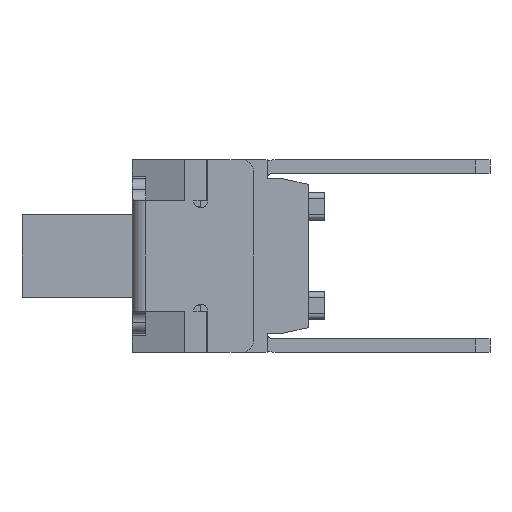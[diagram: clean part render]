
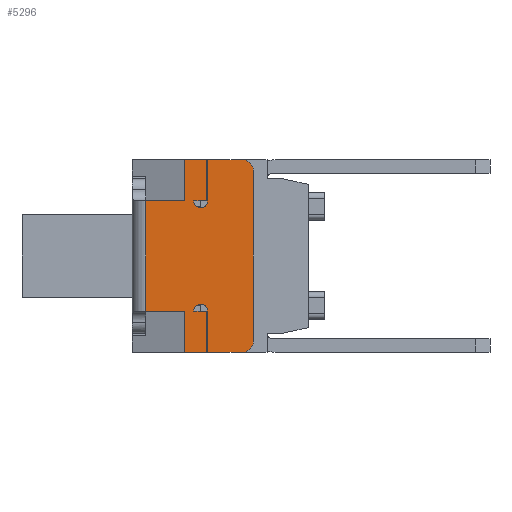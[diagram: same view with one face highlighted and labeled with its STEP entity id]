
A CAD part, left-side view. The second image highlights one B-rep face of the part: STEP entity #5296.
In plain terms, the highlighted planar face has unit normal (-1, 0, 0).
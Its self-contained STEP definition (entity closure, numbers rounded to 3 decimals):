
#218=CIRCLE('',#7334,0.125);
#219=CIRCLE('',#7335,0.2);
#220=CIRCLE('',#7336,0.2);
#221=CIRCLE('',#7337,0.125);
#1372=ORIENTED_EDGE('',*,*,#2489,.T.);
#1373=ORIENTED_EDGE('',*,*,#2138,.F.);
#1374=ORIENTED_EDGE('',*,*,#2397,.F.);
#1375=ORIENTED_EDGE('',*,*,#2275,.F.);
#1376=ORIENTED_EDGE('',*,*,#2162,.F.);
#1377=ORIENTED_EDGE('',*,*,#2324,.F.);
#1378=ORIENTED_EDGE('',*,*,#2490,.T.);
#1379=ORIENTED_EDGE('',*,*,#2491,.F.);
#1380=ORIENTED_EDGE('',*,*,#2273,.F.);
#1381=ORIENTED_EDGE('',*,*,#2492,.F.);
#1382=ORIENTED_EDGE('',*,*,#2493,.F.);
#1383=ORIENTED_EDGE('',*,*,#2494,.F.);
#1384=ORIENTED_EDGE('',*,*,#2264,.F.);
#1385=ORIENTED_EDGE('',*,*,#2495,.F.);
#1386=ORIENTED_EDGE('',*,*,#2496,.T.);
#1387=ORIENTED_EDGE('',*,*,#2327,.F.);
#1388=ORIENTED_EDGE('',*,*,#2157,.F.);
#1389=ORIENTED_EDGE('',*,*,#2261,.F.);
#1390=ORIENTED_EDGE('',*,*,#2396,.F.);
#1391=ORIENTED_EDGE('',*,*,#2130,.T.);
#2130=EDGE_CURVE('',#2853,#2851,#3368,.T.);
#2138=EDGE_CURVE('',#2858,#2856,#3375,.T.);
#2157=EDGE_CURVE('',#2877,#2878,#3391,.T.);
#2162=EDGE_CURVE('',#2881,#2882,#3396,.T.);
#2261=EDGE_CURVE('',#2958,#2877,#3483,.T.);
#2264=EDGE_CURVE('',#2960,#2961,#3486,.T.);
#2273=EDGE_CURVE('',#2962,#2963,#3495,.T.);
#2275=EDGE_CURVE('',#2882,#2964,#3497,.T.);
#2324=EDGE_CURVE('',#2988,#2881,#3537,.T.);
#2327=EDGE_CURVE('',#2878,#2989,#3540,.T.);
#2396=EDGE_CURVE('',#2853,#2958,#3589,.T.);
#2397=EDGE_CURVE('',#2964,#2858,#3590,.T.);
#2489=EDGE_CURVE('',#2851,#2856,#3656,.T.);
#2490=EDGE_CURVE('',#2988,#3076,#218,.T.);
#2491=EDGE_CURVE('',#2963,#3076,#3657,.T.);
#2492=EDGE_CURVE('',#3077,#2962,#219,.T.);
#2493=EDGE_CURVE('',#3078,#3077,#3658,.T.);
#2494=EDGE_CURVE('',#2961,#3078,#220,.T.);
#2495=EDGE_CURVE('',#3079,#2960,#3659,.T.);
#2496=EDGE_CURVE('',#3079,#2989,#221,.T.);
#2851=VERTEX_POINT('',#9544);
#2853=VERTEX_POINT('',#9547);
#2856=VERTEX_POINT('',#9555);
#2858=VERTEX_POINT('',#9560);
#2877=VERTEX_POINT('',#9602);
#2878=VERTEX_POINT('',#9603);
#2881=VERTEX_POINT('',#9611);
#2882=VERTEX_POINT('',#9613);
#2958=VERTEX_POINT('',#9797);
#2960=VERTEX_POINT('',#9802);
#2961=VERTEX_POINT('',#9804);
#2962=VERTEX_POINT('',#9816);
#2963=VERTEX_POINT('',#9818);
#2964=VERTEX_POINT('',#9821);
#2988=VERTEX_POINT('',#9904);
#2989=VERTEX_POINT('',#9910);
#3076=VERTEX_POINT('',#10243);
#3077=VERTEX_POINT('',#10246);
#3078=VERTEX_POINT('',#10248);
#3079=VERTEX_POINT('',#10251);
#3368=LINE('',#9546,#3991);
#3375=LINE('',#9561,#3998);
#3391=LINE('',#9601,#4014);
#3396=LINE('',#9612,#4019);
#3483=LINE('',#9798,#4106);
#3486=LINE('',#9803,#4109);
#3495=LINE('',#9817,#4118);
#3497=LINE('',#9820,#4120);
#3537=LINE('',#9905,#4160);
#3540=LINE('',#9909,#4163);
#3589=LINE('',#10038,#4212);
#3590=LINE('',#10040,#4213);
#3656=LINE('',#10241,#4279);
#3657=LINE('',#10244,#4280);
#3658=LINE('',#10247,#4281);
#3659=LINE('',#10250,#4282);
#3991=VECTOR('',#7945,1000.);
#3998=VECTOR('',#7956,1000.);
#4014=VECTOR('',#7984,1000.);
#4019=VECTOR('',#7991,1000.);
#4106=VECTOR('',#8122,1000.);
#4109=VECTOR('',#8125,1000.);
#4118=VECTOR('',#8140,1000.);
#4120=VECTOR('',#8142,1000.);
#4160=VECTOR('',#8222,1000.);
#4163=VECTOR('',#8227,1000.);
#4212=VECTOR('',#8342,1000.);
#4213=VECTOR('',#8345,1000.);
#4279=VECTOR('',#8601,1000.);
#4280=VECTOR('',#8604,1000.);
#4281=VECTOR('',#8607,1000.);
#4282=VECTOR('',#8610,1000.);
#4551=EDGE_LOOP('',(#1372,#1373,#1374,#1375,#1376,#1377,#1378,#1379,#1380,
#1381,#1382,#1383,#1384,#1385,#1386,#1387,#1388,#1389,#1390,#1391));
#4831=FACE_BOUND('',#4551,.T.);
#5074=PLANE('',#7333);
#5296=ADVANCED_FACE('',(#4831),#5074,.T.);
#7333=AXIS2_PLACEMENT_3D('',#10240,#8599,#8600);
#7334=AXIS2_PLACEMENT_3D('',#10242,#8602,#8603);
#7335=AXIS2_PLACEMENT_3D('',#10245,#8605,#8606);
#7336=AXIS2_PLACEMENT_3D('',#10249,#8608,#8609);
#7337=AXIS2_PLACEMENT_3D('',#10252,#8611,#8612);
#7945=DIRECTION('',(0.,1.,0.));
#7956=DIRECTION('',(0.,1.,0.));
#7984=DIRECTION('',(0.,0.,-1.));
#7991=DIRECTION('',(0.,0.,-1.));
#8122=DIRECTION('',(0.,-1.,0.));
#8125=DIRECTION('',(0.,-1.,0.));
#8140=DIRECTION('',(0.,1.,0.));
#8142=DIRECTION('',(0.,1.,0.));
#8222=DIRECTION('',(0.,-1.,0.));
#8227=DIRECTION('',(0.,1.,0.));
#8342=DIRECTION('',(0.,0.,1.));
#8345=DIRECTION('',(0.,0.,1.));
#8599=DIRECTION('',(-1.,0.,0.));
#8600=DIRECTION('',(0.,0.,1.));
#8601=DIRECTION('',(0.,0.,-1.));
#8602=DIRECTION('',(1.,0.,0.));
#8603=DIRECTION('',(0.,0.,-1.));
#8604=DIRECTION('',(0.,0.,1.));
#8605=DIRECTION('',(1.,0.,0.));
#8606=DIRECTION('',(0.,0.,-1.));
#8607=DIRECTION('',(0.,0.,-1.));
#8608=DIRECTION('',(1.,0.,0.));
#8609=DIRECTION('',(0.,0.,-1.));
#8610=DIRECTION('',(0.,0.,1.));
#8611=DIRECTION('',(1.,0.,0.));
#8612=DIRECTION('',(0.,0.,-1.));
#9544=CARTESIAN_POINT('',(-4.25,-0.25,1.));
#9546=CARTESIAN_POINT('',(-4.25,-0.25,1.));
#9547=CARTESIAN_POINT('',(-4.25,-0.95,1.));
#9555=CARTESIAN_POINT('',(-4.25,-0.25,-1.));
#9560=CARTESIAN_POINT('',(-4.25,-0.95,-1.));
#9561=CARTESIAN_POINT('',(-4.25,-0.25,-1.));
#9601=CARTESIAN_POINT('',(-4.25,-1.35,0.));
#9602=CARTESIAN_POINT('',(-4.25,-1.35,1.75));
#9603=CARTESIAN_POINT('',(-4.25,-1.35,1.));
#9611=CARTESIAN_POINT('',(-4.25,-1.35,-1.));
#9612=CARTESIAN_POINT('',(-4.25,-1.35,0.));
#9613=CARTESIAN_POINT('',(-4.25,-1.35,-1.75));
#9797=CARTESIAN_POINT('',(-4.25,-0.95,1.75));
#9798=CARTESIAN_POINT('',(-4.25,0.,1.75));
#9802=CARTESIAN_POINT('',(-4.25,-1.37,1.75));
#9803=CARTESIAN_POINT('',(-4.25,-1.37,1.75));
#9804=CARTESIAN_POINT('',(-4.25,-2.,1.75));
#9816=CARTESIAN_POINT('',(-4.25,-2.,-1.75));
#9817=CARTESIAN_POINT('',(-4.25,-2.,-1.75));
#9818=CARTESIAN_POINT('',(-4.25,-1.37,-1.75));
#9820=CARTESIAN_POINT('',(-4.25,-2.45,-1.75));
#9821=CARTESIAN_POINT('',(-4.25,-0.95,-1.75));
#9904=CARTESIAN_POINT('',(-4.25,-1.12,-1.));
#9905=CARTESIAN_POINT('',(-4.25,-0.25,-1.));
#9909=CARTESIAN_POINT('',(-4.25,-1.25,1.));
#9910=CARTESIAN_POINT('',(-4.25,-1.12,1.));
#10038=CARTESIAN_POINT('',(-4.25,-0.95,0.));
#10040=CARTESIAN_POINT('',(-4.25,-0.95,0.));
#10240=CARTESIAN_POINT('',(-4.25,-0.25,-1.));
#10241=CARTESIAN_POINT('',(-4.25,-0.25,1.2));
#10242=CARTESIAN_POINT('',(-4.25,-1.245,-1.));
#10243=CARTESIAN_POINT('',(-4.25,-1.37,-1.));
#10244=CARTESIAN_POINT('',(-4.25,-1.37,-1.75));
#10245=CARTESIAN_POINT('',(-4.25,-2.,-1.55));
#10246=CARTESIAN_POINT('',(-4.25,-2.2,-1.55));
#10247=CARTESIAN_POINT('',(-4.25,-2.2,1.55));
#10248=CARTESIAN_POINT('',(-4.25,-2.2,1.55));
#10249=CARTESIAN_POINT('',(-4.25,-2.,1.55));
#10250=CARTESIAN_POINT('',(-4.25,-1.37,1.));
#10251=CARTESIAN_POINT('',(-4.25,-1.37,1.));
#10252=CARTESIAN_POINT('',(-4.25,-1.245,1.));
